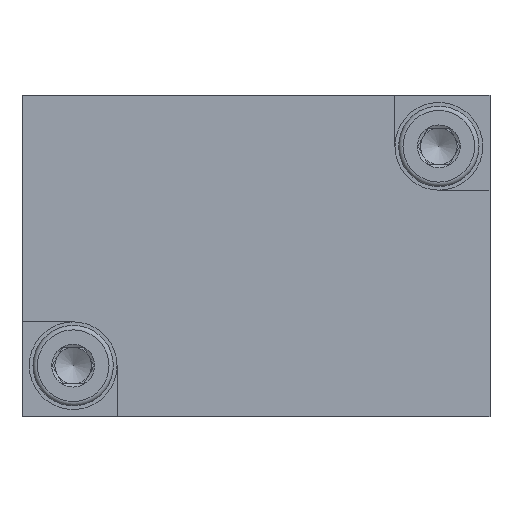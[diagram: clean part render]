
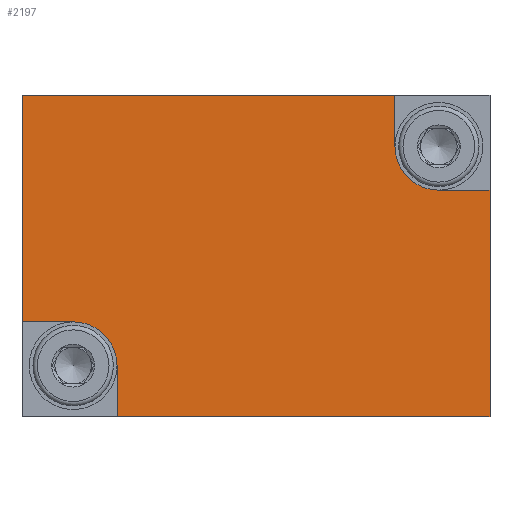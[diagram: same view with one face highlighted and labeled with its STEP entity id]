
A CAD part, front view. The second image highlights one B-rep face of the part: STEP entity #2197.
In plain terms, the highlighted planar face has unit normal (0, -1, 0).
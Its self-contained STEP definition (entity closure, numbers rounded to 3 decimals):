
#414=CIRCLE('',#2314,3.);
#415=CIRCLE('',#2315,3.);
#513=VERTEX_POINT('',#3102);
#514=VERTEX_POINT('',#3103);
#520=VERTEX_POINT('',#3119);
#521=VERTEX_POINT('',#3120);
#522=VERTEX_POINT('',#3125);
#523=VERTEX_POINT('',#3126);
#524=VERTEX_POINT('',#3128);
#525=VERTEX_POINT('',#3130);
#526=VERTEX_POINT('',#3132);
#527=VERTEX_POINT('',#3136);
#708=VECTOR('',#2542,1.);
#715=VECTOR('',#2553,1.);
#718=VECTOR('',#2557,1.);
#719=VECTOR('',#2560,1.);
#720=VECTOR('',#2561,1.);
#721=VECTOR('',#2562,1.);
#722=VECTOR('',#2565,1.);
#723=VECTOR('',#2566,1.);
#871=LINE('',#3101,#708);
#878=LINE('',#3118,#715);
#881=LINE('',#3124,#718);
#882=LINE('',#3129,#719);
#883=LINE('',#3131,#720);
#884=LINE('',#3133,#721);
#885=LINE('',#3135,#722);
#886=LINE('',#3137,#723);
#1034=EDGE_CURVE('',#513,#514,#871,.T.);
#1042=EDGE_CURVE('',#520,#521,#878,.T.);
#1045=EDGE_CURVE('',#522,#523,#881,.T.);
#1046=EDGE_CURVE('',#523,#524,#414,.T.);
#1047=EDGE_CURVE('',#524,#525,#882,.T.);
#1048=EDGE_CURVE('',#526,#525,#883,.T.);
#1049=EDGE_CURVE('',#513,#526,#884,.T.);
#1050=EDGE_CURVE('',#514,#520,#415,.T.);
#1051=EDGE_CURVE('',#527,#521,#885,.T.);
#1052=EDGE_CURVE('',#522,#527,#886,.T.);
#1337=ORIENTED_EDGE('',*,*,#1045,.T.);
#1338=ORIENTED_EDGE('',*,*,#1046,.T.);
#1339=ORIENTED_EDGE('',*,*,#1047,.T.);
#1340=ORIENTED_EDGE('',*,*,#1048,.F.);
#1341=ORIENTED_EDGE('',*,*,#1049,.F.);
#1342=ORIENTED_EDGE('',*,*,#1034,.T.);
#1343=ORIENTED_EDGE('',*,*,#1050,.T.);
#1344=ORIENTED_EDGE('',*,*,#1042,.T.);
#1345=ORIENTED_EDGE('',*,*,#1051,.F.);
#1346=ORIENTED_EDGE('',*,*,#1052,.F.);
#1907=EDGE_LOOP('',(#1337,#1338,#1339,#1340,#1341,#1342,#1343,#1344,#1345,
#1346));
#2052=FACE_BOUND('',#1907,.T.);
#2197=ADVANCED_FACE('',(#2052),#4458,.F.);
#2313=AXIS2_PLACEMENT_3D('',#3123,#2556,$);
#2314=AXIS2_PLACEMENT_3D('',#3127,#2558,#2559);
#2315=AXIS2_PLACEMENT_3D('',#3134,#2563,#2564);
#2542=DIRECTION('',(-1.,0.,0.));
#2553=DIRECTION('',(0.,0.,1.));
#2556=DIRECTION('',(0.,1.,0.));
#2557=DIRECTION('',(1.,0.,0.));
#2558=DIRECTION('',(0.,1.,0.));
#2559=DIRECTION('',(3.,0.,0.));
#2560=DIRECTION('',(0.,0.,-1.));
#2561=DIRECTION('',(-1.,0.,0.));
#2562=DIRECTION('',(0.,0.,-1.));
#2563=DIRECTION('',(0.,1.,0.));
#2564=DIRECTION('',(3.,0.,0.));
#2565=DIRECTION('',(1.,0.,0.));
#2566=DIRECTION('',(0.,0.,1.));
#3101=CARTESIAN_POINT('',(32.,0.,-6.5));
#3102=CARTESIAN_POINT('',(32.,0.,-6.5));
#3103=CARTESIAN_POINT('',(28.5,0.,-6.5));
#3118=CARTESIAN_POINT('',(25.5,0.,-3.5));
#3119=CARTESIAN_POINT('',(25.5,0.,-3.5));
#3120=CARTESIAN_POINT('',(25.5,0.,0.));
#3123=CARTESIAN_POINT('',(0.,0.,0.));
#3124=CARTESIAN_POINT('',(0.,0.,-15.5));
#3125=CARTESIAN_POINT('',(0.,0.,-15.5));
#3126=CARTESIAN_POINT('',(3.5,0.,-15.5));
#3127=CARTESIAN_POINT('',(3.5,0.,-18.5));
#3128=CARTESIAN_POINT('',(6.5,0.,-18.5));
#3129=CARTESIAN_POINT('',(6.5,0.,-18.5));
#3130=CARTESIAN_POINT('',(6.5,0.,-22.));
#3131=CARTESIAN_POINT('',(32.,0.,-22.));
#3132=CARTESIAN_POINT('',(32.,0.,-22.));
#3133=CARTESIAN_POINT('',(32.,0.,-6.5));
#3134=CARTESIAN_POINT('',(28.5,0.,-3.5));
#3135=CARTESIAN_POINT('',(0.,0.,0.));
#3136=CARTESIAN_POINT('',(0.,0.,0.));
#3137=CARTESIAN_POINT('',(0.,0.,-15.5));
#4458=PLANE('',#2313);
